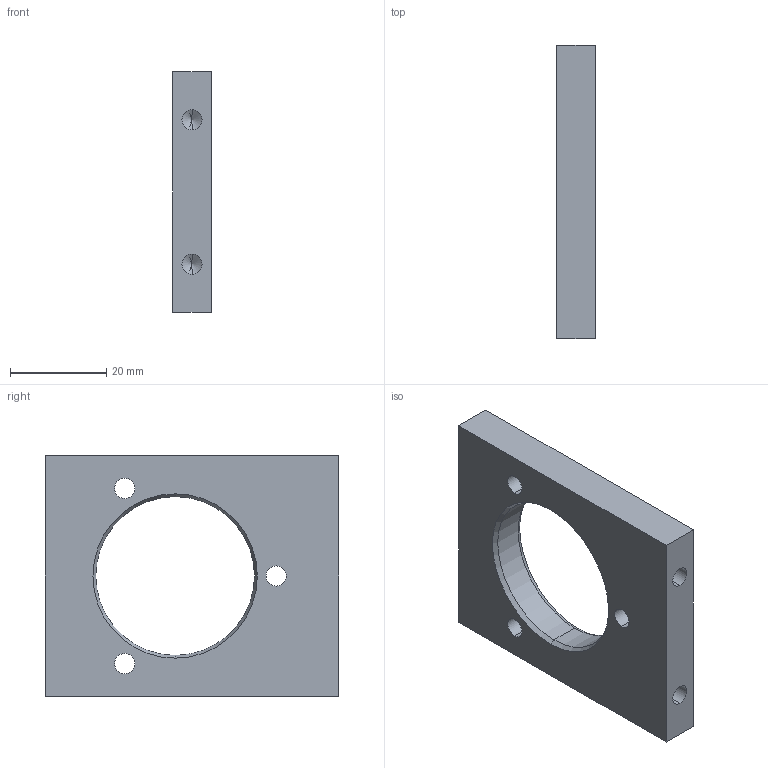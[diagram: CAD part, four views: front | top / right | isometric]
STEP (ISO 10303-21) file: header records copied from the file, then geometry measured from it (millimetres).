
FILE_DESCRIPTION (( 'STEP AP214' ), '1' );
FILE_NAME ('5-SupportStatorRoulement.STEP', '2022-08-15T18:34:15', ( '' ), ( '' ), 'SwSTEP 2.0', 'SolidWorks 2019', '' );
FILE_SCHEMA (( 'AUTOMOTIVE_DESIGN' ));
Length unit declared in the file: millimetre
Products named in the file (1): 5-SupportStatorRoulement
Bounding box: 8 x 61 x 50 mm (x, y, z)
Volume: 16292.5 mm3; surface area: 7971.3 mm2
Topology: 1 solids, 1 shells, 38 faces, 94 edges, 53 vertices
Faces by surface type: cylinder 18, cone 14, plane 6
Entity records: 1238 total; most frequent: DIRECTION 202, CARTESIAN_POINT 176, ORIENTED_EDGE 168, EDGE_CURVE 84, AXIS2_PLACEMENT_3D 79, VERTEX_POINT 53, EDGE_LOOP 51, VECTOR 44
